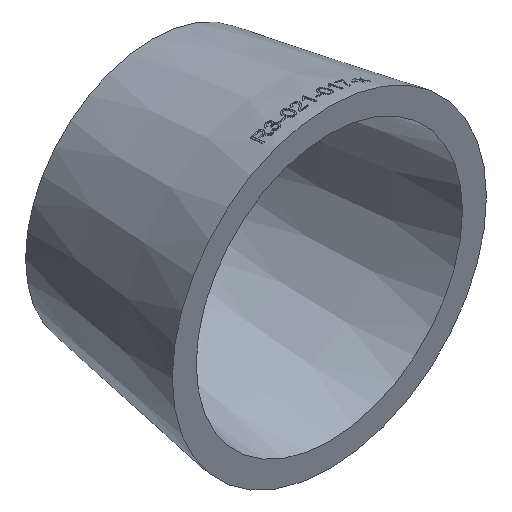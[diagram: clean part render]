
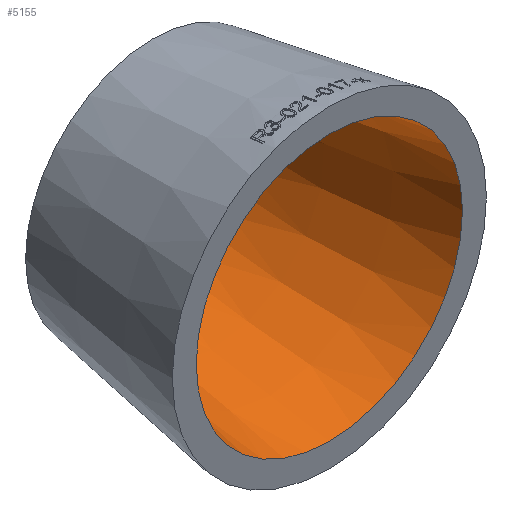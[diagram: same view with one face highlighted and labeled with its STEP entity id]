
A CAD part, isometric view. The second image highlights one B-rep face of the part: STEP entity #5155.
In plain terms, the highlighted conical face has half-angle 9.694 degrees and reference radius 9.027 mm.
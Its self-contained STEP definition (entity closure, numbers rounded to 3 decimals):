
#203 = FACE_OUTER_BOUND ( 'NONE', #10396, .T. ) ;
#391 = DIRECTION ( 'NONE',  ( 0., 0., -1. ) ) ;
#475 = VERTEX_POINT ( 'NONE', #8594 ) ;
#979 = CONICAL_SURFACE ( 'NONE', #7196, 9.027, 0.169 ) ;
#988 = DIRECTION ( 'NONE',  ( 0., -1., 0. ) ) ;
#1894 = CARTESIAN_POINT ( 'NONE',  ( 0., 0., -9.027 ) ) ;
#1899 = AXIS2_PLACEMENT_3D ( 'NONE', #4785, #7244, #3794 ) ;
#3082 = ORIENTED_EDGE ( 'NONE', *, *, #3649, .T. ) ;
#3596 = DIRECTION ( 'NONE',  ( 0., 0., -1. ) ) ;
#3649 = EDGE_CURVE ( 'NONE', #7062, #7062, #9431, .T. ) ;
#3794 = DIRECTION ( 'NONE',  ( 0., 0., -1. ) ) ;
#4450 = AXIS2_PLACEMENT_3D ( 'NONE', #8873, #5408, #391 ) ;
#4492 = CARTESIAN_POINT ( 'NONE',  ( 0., 0., 0. ) ) ;
#4726 = CIRCLE ( 'NONE', #1899, 6.977 ) ;
#4785 = CARTESIAN_POINT ( 'NONE',  ( 0., 12., 0. ) ) ;
#5155 = ADVANCED_FACE ( 'NONE', ( #5391, #203 ), #979, .F. ) ;
#5391 = FACE_BOUND ( 'NONE', #9542, .T. ) ;
#5408 = DIRECTION ( 'NONE',  ( 0., -1., 0. ) ) ;
#6221 = EDGE_CURVE ( 'NONE', #475, #475, #4726, .T. ) ;
#6304 = ORIENTED_EDGE ( 'NONE', *, *, #6221, .F. ) ;
#7062 = VERTEX_POINT ( 'NONE', #1894 ) ;
#7196 = AXIS2_PLACEMENT_3D ( 'NONE', #4492, #988, #3596 ) ;
#7244 = DIRECTION ( 'NONE',  ( 0., -1., 0. ) ) ;
#8594 = CARTESIAN_POINT ( 'NONE',  ( 0., 12., -6.977 ) ) ;
#8873 = CARTESIAN_POINT ( 'NONE',  ( 0., 0., 0. ) ) ;
#9431 = CIRCLE ( 'NONE', #4450, 9.027 ) ;
#9542 = EDGE_LOOP ( 'NONE', ( #6304 ) ) ;
#10396 = EDGE_LOOP ( 'NONE', ( #3082 ) ) ;
